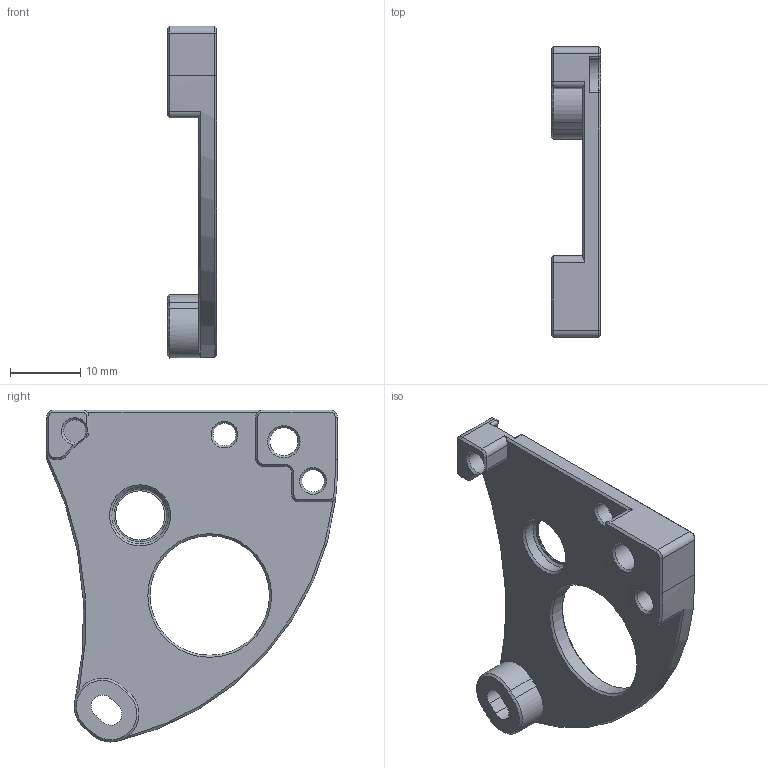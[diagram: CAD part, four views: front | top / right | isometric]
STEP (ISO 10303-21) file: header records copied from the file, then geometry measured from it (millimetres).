
FILE_DESCRIPTION(/* description */ (''),/* implementation_level */ '2;1');
FILE_NAME(/* name */ 'Rear_Mirror-R.stp',/* time_stamp */ '2021-03-25T17:33:45-07:00',/* author */ (''),/* organization */ (''),/* preprocessor_version */ 'ST-DEVELOPER v18.1',/* originating_system */ 'Autodesk Translation Framework v9.10.0.1330',/* authorisation */ '');
FILE_SCHEMA (('AUTOMOTIVE_DESIGN { 1 0 10303 214 3 1 1 }'));
Length unit declared in the file: millimetre
Products named in the file (1): Rear
Bounding box: 7.08 x 41.37 x 47.24 mm (x, y, z)
Volume: 3704.1 mm3; surface area: 3604.3 mm2
Topology: 1 solids, 1 shells, 117 faces, 281 edges, 167 vertices
Faces by surface type: cone 44, plane 39, cylinder 32, bspline 2
Full cylindrical faces by diameter (mm): 3.2 x3, 4 x1, 7 x1, 8.1 x1, 17 x1
Entity records: 3485 total; most frequent: CARTESIAN_POINT 673, DIRECTION 610, ORIENTED_EDGE 562, EDGE_CURVE 281, AXIS2_PLACEMENT_3D 228, VERTEX_POINT 167, LINE 154, VECTOR 154
